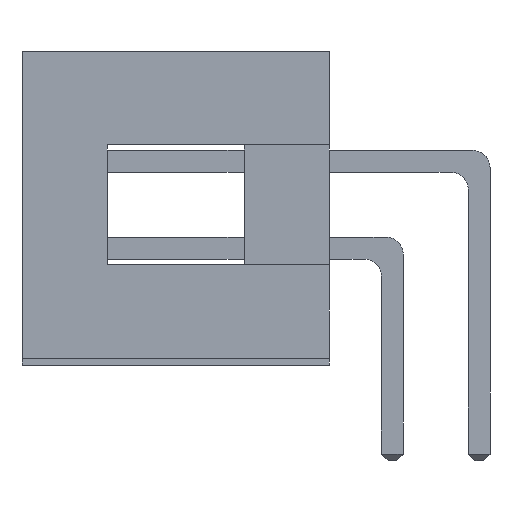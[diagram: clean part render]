
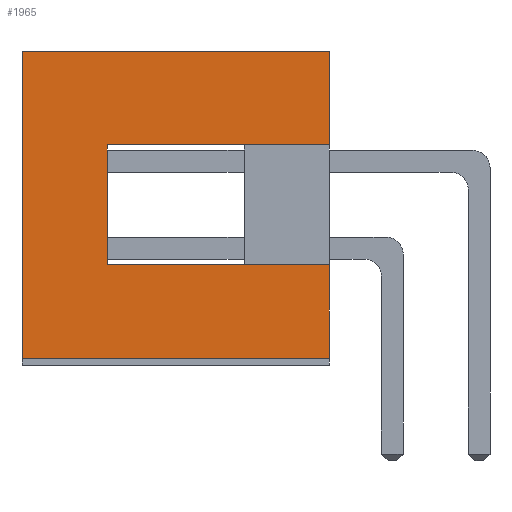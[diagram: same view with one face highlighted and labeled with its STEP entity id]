
A CAD part, front view. The second image highlights one B-rep face of the part: STEP entity #1965.
In plain terms, the highlighted planar face has unit normal (0, -1, 0).
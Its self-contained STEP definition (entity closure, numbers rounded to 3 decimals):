
#120 = VERTEX_POINT('',#121);
#121 = CARTESIAN_POINT('',(-12.225,-50.8,0.05));
#127 = EDGE_CURVE('',#120,#128,#130,.T.);
#128 = VERTEX_POINT('',#129);
#129 = CARTESIAN_POINT('',(-12.225,-50.8,9.05));
#130 = LINE('',#131,#132);
#131 = CARTESIAN_POINT('',(-12.225,-50.8,0.05));
#132 = VECTOR('',#133,1.);
#133 = DIRECTION('',(0.,0.,1.));
#284 = EDGE_CURVE('',#285,#128,#287,.T.);
#285 = VERTEX_POINT('',#286);
#286 = CARTESIAN_POINT('',(-3.225,-50.8,9.05));
#287 = LINE('',#288,#289);
#288 = CARTESIAN_POINT('',(-3.225,-50.8,9.05));
#289 = VECTOR('',#290,1.);
#290 = DIRECTION('',(-1.,0.,0.));
#436 = EDGE_CURVE('',#437,#285,#439,.T.);
#437 = VERTEX_POINT('',#438);
#438 = CARTESIAN_POINT('',(-3.225,-50.8,6.3));
#439 = LINE('',#440,#441);
#440 = CARTESIAN_POINT('',(-3.225,-50.8,0.05));
#441 = VECTOR('',#442,1.);
#442 = DIRECTION('',(0.,0.,1.));
#461 = VERTEX_POINT('',#462);
#462 = CARTESIAN_POINT('',(-3.225,-50.8,2.8));
#468 = EDGE_CURVE('',#469,#461,#471,.T.);
#469 = VERTEX_POINT('',#470);
#470 = CARTESIAN_POINT('',(-3.225,-50.8,0.05));
#471 = LINE('',#472,#473);
#472 = CARTESIAN_POINT('',(-3.225,-50.8,0.05));
#473 = VECTOR('',#474,1.);
#474 = DIRECTION('',(0.,0.,1.));
#1955 = EDGE_CURVE('',#469,#120,#1956,.T.);
#1956 = LINE('',#1957,#1958);
#1957 = CARTESIAN_POINT('',(-3.225,-50.8,0.05));
#1958 = VECTOR('',#1959,1.);
#1959 = DIRECTION('',(-1.,0.,0.));
#1965 = ADVANCED_FACE('',(#1966),#1995,.T.);
#1966 = FACE_BOUND('',#1967,.T.);
#1967 = EDGE_LOOP('',(#1968,#1969,#1970,#1971,#1979,#1987,#1993,#1994));
#1968 = ORIENTED_EDGE('',*,*,#127,.F.);
#1969 = ORIENTED_EDGE('',*,*,#1955,.F.);
#1970 = ORIENTED_EDGE('',*,*,#468,.T.);
#1971 = ORIENTED_EDGE('',*,*,#1972,.T.);
#1972 = EDGE_CURVE('',#461,#1973,#1975,.T.);
#1973 = VERTEX_POINT('',#1974);
#1974 = CARTESIAN_POINT('',(-9.725,-50.8,2.8));
#1975 = LINE('',#1976,#1977);
#1976 = CARTESIAN_POINT('',(-3.225,-50.8,2.8));
#1977 = VECTOR('',#1978,1.);
#1978 = DIRECTION('',(-1.,0.,0.));
#1979 = ORIENTED_EDGE('',*,*,#1980,.T.);
#1980 = EDGE_CURVE('',#1973,#1981,#1983,.T.);
#1981 = VERTEX_POINT('',#1982);
#1982 = CARTESIAN_POINT('',(-9.725,-50.8,6.3));
#1983 = LINE('',#1984,#1985);
#1984 = CARTESIAN_POINT('',(-9.725,-50.8,2.8));
#1985 = VECTOR('',#1986,1.);
#1986 = DIRECTION('',(0.,0.,1.));
#1987 = ORIENTED_EDGE('',*,*,#1988,.F.);
#1988 = EDGE_CURVE('',#437,#1981,#1989,.T.);
#1989 = LINE('',#1990,#1991);
#1990 = CARTESIAN_POINT('',(-3.225,-50.8,6.3));
#1991 = VECTOR('',#1992,1.);
#1992 = DIRECTION('',(-1.,0.,0.));
#1993 = ORIENTED_EDGE('',*,*,#436,.T.);
#1994 = ORIENTED_EDGE('',*,*,#284,.T.);
#1995 = PLANE('',#1996);
#1996 = AXIS2_PLACEMENT_3D('',#1997,#1998,#1999);
#1997 = CARTESIAN_POINT('',(-3.225,-50.8,0.05));
#1998 = DIRECTION('',(0.,-1.,0.));
#1999 = DIRECTION('',(-1.,0.,0.));
